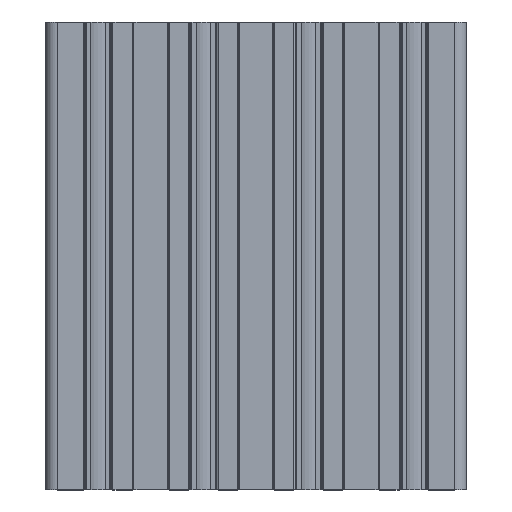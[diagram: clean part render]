
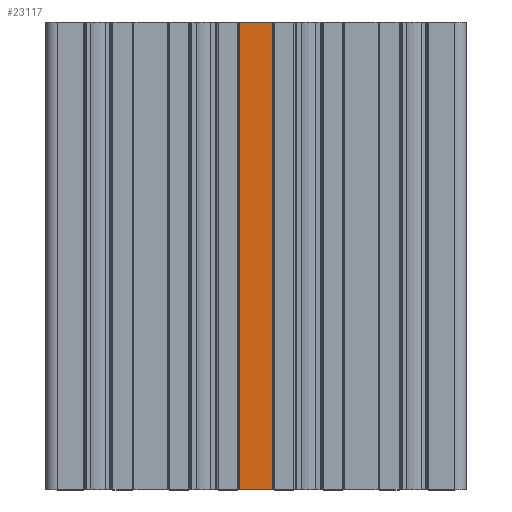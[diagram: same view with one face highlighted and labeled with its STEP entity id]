
A CAD part, top view. The second image highlights one B-rep face of the part: STEP entity #23117.
In plain terms, the highlighted planar face has unit normal (0, 0, 1).
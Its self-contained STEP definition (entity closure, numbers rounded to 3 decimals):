
#3221=FACE_OUTER_BOUND('',#4395,.T.);
#4395=EDGE_LOOP('',(#18711,#18712,#18713,#18714));
#6367=LINE('',#39339,#8451);
#6368=LINE('',#39343,#8452);
#6369=LINE('',#39345,#8453);
#6370=LINE('',#39346,#8454);
#8451=VECTOR('',#32299,200.);
#8452=VECTOR('',#32304,14.4);
#8453=VECTOR('',#32305,200.);
#8454=VECTOR('',#32306,14.4);
#10795=VERTEX_POINT('',#39336);
#10796=VERTEX_POINT('',#39338);
#10797=VERTEX_POINT('',#39342);
#10798=VERTEX_POINT('',#39344);
#14166=EDGE_CURVE('',#10795,#10796,#6367,.T.);
#14168=EDGE_CURVE('',#10795,#10797,#6368,.T.);
#14169=EDGE_CURVE('',#10797,#10798,#6369,.T.);
#14170=EDGE_CURVE('',#10796,#10798,#6370,.T.);
#18711=ORIENTED_EDGE('',*,*,#14168,.T.);
#18712=ORIENTED_EDGE('',*,*,#14169,.T.);
#18713=ORIENTED_EDGE('',*,*,#14170,.F.);
#18714=ORIENTED_EDGE('',*,*,#14166,.F.);
#22015=PLANE('',#25581);
#23117=ADVANCED_FACE('',(#3221),#22015,.T.);
#25581=AXIS2_PLACEMENT_3D('',#39341,#32302,#32303);
#32299=DIRECTION('',(0.,-1.,0.));
#32302=DIRECTION('center_axis',(0.,0.,1.));
#32303=DIRECTION('ref_axis',(1.,0.,0.));
#32304=DIRECTION('',(-1.,0.,0.));
#32305=DIRECTION('',(0.,-1.,0.));
#32306=DIRECTION('',(-1.,0.,0.));
#39336=CARTESIAN_POINT('',(7.2,200.,44.));
#39338=CARTESIAN_POINT('',(7.2,0.,44.));
#39339=CARTESIAN_POINT('',(7.2,0.,44.));
#39341=CARTESIAN_POINT('Origin',(-7.2,0.,44.));
#39342=CARTESIAN_POINT('',(-7.2,200.,44.));
#39343=CARTESIAN_POINT('',(-3.6,200.,44.));
#39344=CARTESIAN_POINT('',(-7.2,0.,44.));
#39345=CARTESIAN_POINT('',(-7.2,0.,44.));
#39346=CARTESIAN_POINT('',(-3.6,0.,44.));
